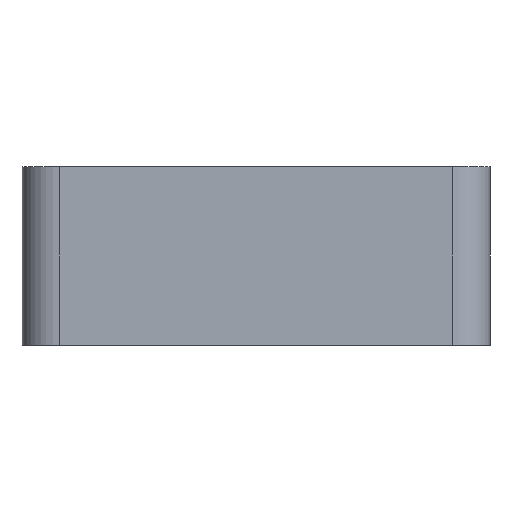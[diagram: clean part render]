
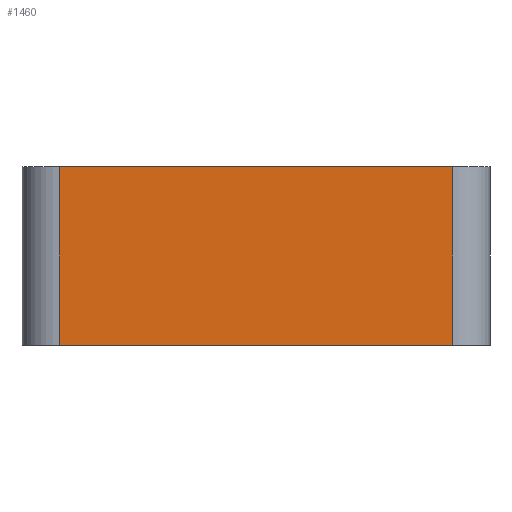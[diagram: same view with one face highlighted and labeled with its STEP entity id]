
A CAD part, left-side view. The second image highlights one B-rep face of the part: STEP entity #1460.
In plain terms, the highlighted planar face has unit normal (-1, 0, 0).
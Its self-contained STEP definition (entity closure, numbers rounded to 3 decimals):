
#21 = EDGE_CURVE('',#22,#24,#26,.T.);
#22 = VERTEX_POINT('',#23);
#23 = CARTESIAN_POINT('',(-55.5,54.,0.));
#24 = VERTEX_POINT('',#25);
#25 = CARTESIAN_POINT('',(-55.5,1.,0.));
#26 = LINE('',#27,#28);
#27 = CARTESIAN_POINT('',(-55.5,59.,0.));
#28 = VECTOR('',#29,1.);
#29 = DIRECTION('',(0.,-1.,0.));
#1399 = VERTEX_POINT('',#1400);
#1400 = CARTESIAN_POINT('',(-55.5,54.,24.));
#1407 = EDGE_CURVE('',#1399,#1408,#1410,.T.);
#1408 = VERTEX_POINT('',#1409);
#1409 = CARTESIAN_POINT('',(-55.5,1.,24.));
#1410 = LINE('',#1411,#1412);
#1411 = CARTESIAN_POINT('',(-55.5,59.,24.));
#1412 = VECTOR('',#1413,1.);
#1413 = DIRECTION('',(0.,-1.,0.));
#1460 = ADVANCED_FACE('',(#1461),#1477,.T.);
#1461 = FACE_BOUND('',#1462,.T.);
#1462 = EDGE_LOOP('',(#1463,#1464,#1470,#1471));
#1463 = ORIENTED_EDGE('',*,*,#21,.T.);
#1464 = ORIENTED_EDGE('',*,*,#1465,.T.);
#1465 = EDGE_CURVE('',#24,#1408,#1466,.T.);
#1466 = LINE('',#1467,#1468);
#1467 = CARTESIAN_POINT('',(-55.5,1.,0.));
#1468 = VECTOR('',#1469,1.);
#1469 = DIRECTION('',(0.,0.,1.));
#1470 = ORIENTED_EDGE('',*,*,#1407,.F.);
#1471 = ORIENTED_EDGE('',*,*,#1472,.F.);
#1472 = EDGE_CURVE('',#22,#1399,#1473,.T.);
#1473 = LINE('',#1474,#1475);
#1474 = CARTESIAN_POINT('',(-55.5,54.,19.));
#1475 = VECTOR('',#1476,1.);
#1476 = DIRECTION('',(0.,0.,1.));
#1477 = PLANE('',#1478);
#1478 = AXIS2_PLACEMENT_3D('',#1479,#1480,#1481);
#1479 = CARTESIAN_POINT('',(-55.5,27.5,12.));
#1480 = DIRECTION('',(-1.,0.,0.));
#1481 = DIRECTION('',(0.,0.,-1.));
